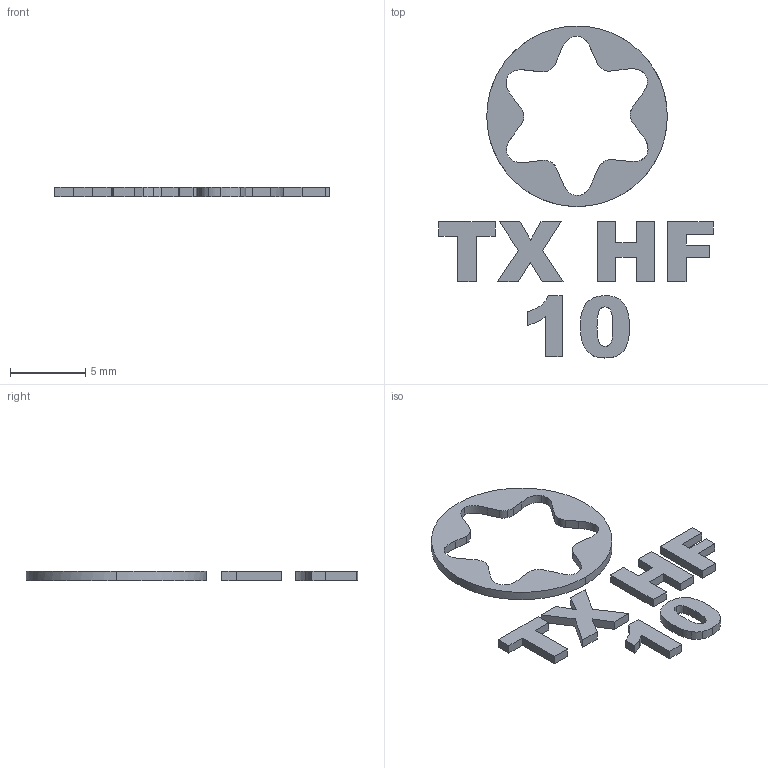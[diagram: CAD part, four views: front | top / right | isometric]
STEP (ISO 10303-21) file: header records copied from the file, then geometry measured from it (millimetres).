
FILE_DESCRIPTION(/* description */ (''),/* implementation_level */ '2;1');
FILE_NAME(/* name */ 'TX HF 10.step',/* time_stamp */ '2023-03-31T18:00:02+02:00',/* author */ (''),/* organization */ (''),/* preprocessor_version */ 'ST-DEVELOPER v19.2',/* originating_system */ 'Autodesk Translation Framework v11.17.0.187',/* authorisation */ '');
FILE_SCHEMA (('AUTOMOTIVE_DESIGN { 1 0 10303 214 3 1 1 }'));
Length unit declared in the file: millimetre
Products named in the file (1): TX HF 10
Bounding box: 18.25 x 22.07 x 0.6 mm (x, y, z)
Volume: 61.8 mm3; surface area: 314.3 mm2
Topology: 7 solids, 7 shells, 133 faces, 357 edges, 238 vertices
Faces by surface type: plane 67, bspline 66
Entity records: 4486 total; most frequent: CARTESIAN_POINT 1691, ORIENTED_EDGE 714, DIRECTION 361, EDGE_CURVE 357, VERTEX_POINT 238, LINE 225, VECTOR 225, EDGE_LOOP 137
